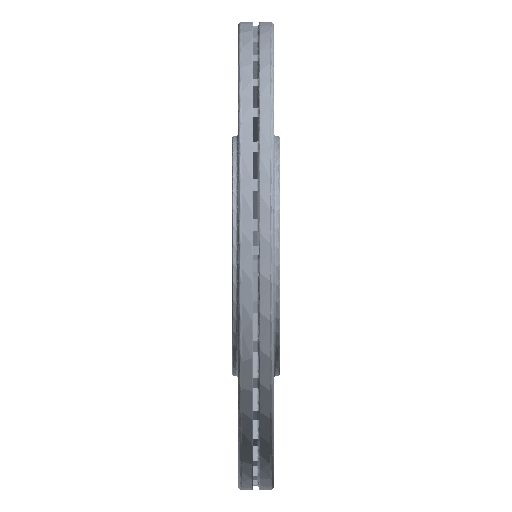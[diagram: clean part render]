
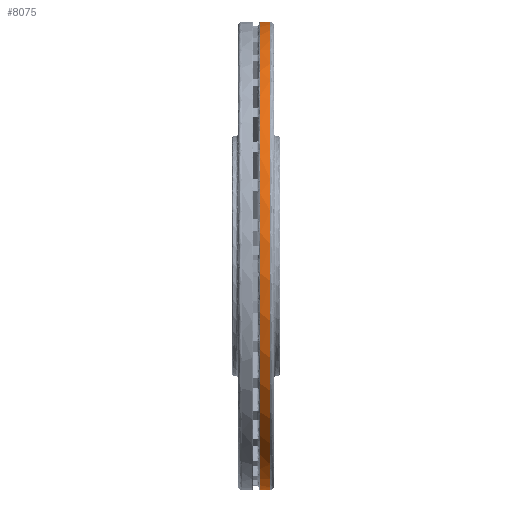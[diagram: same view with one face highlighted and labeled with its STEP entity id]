
A CAD part, left-side view. The second image highlights one B-rep face of the part: STEP entity #8075.
In plain terms, the highlighted free-form (B-spline) face has degree [3, 1] with [7, 2] control points.
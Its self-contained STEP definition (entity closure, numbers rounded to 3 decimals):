
#8075 = ADVANCED_FACE('',(#8076),#8112,.T.);
#8076 = FACE_BOUND('',#8077,.T.);
#8077 = EDGE_LOOP('',(#8078,#8090,#8097,#8107));
#8078 = ORIENTED_EDGE('',*,*,#8079,.T.);
#8079 = EDGE_CURVE('',#8080,#8080,#8082,.T.);
#8080 = VERTEX_POINT('',#8081);
#8081 = CARTESIAN_POINT('',(0.,-10.607,-217.719));
#8082 = ( BOUNDED_CURVE() B_SPLINE_CURVE(3,(#8083,#8084,#8085,#8086,
#8087,#8088,#8089),.UNSPECIFIED.,.T.,.F.) B_SPLINE_CURVE_WITH_KNOTS((4,3
,4),(0.,0.5,1.),.PIECEWISE_BEZIER_KNOTS.) CURVE() 
GEOMETRIC_REPRESENTATION_ITEM() RATIONAL_B_SPLINE_CURVE((1.,
    0.333,0.333,1.,0.333,0.333,1.)) 
REPRESENTATION_ITEM('') );
#8083 = CARTESIAN_POINT('',(0.,-10.607,-217.719));
#8084 = CARTESIAN_POINT('',(-435.438,-10.607,
    -217.719));
#8085 = CARTESIAN_POINT('',(-435.438,-10.607,
    217.719));
#8086 = CARTESIAN_POINT('',(0.,-10.607,
    217.719));
#8087 = CARTESIAN_POINT('',(435.438,-10.607,
    217.719));
#8088 = CARTESIAN_POINT('',(435.438,-10.607,
    -217.719));
#8089 = CARTESIAN_POINT('',(0.,-10.607,-217.719));
#8090 = ORIENTED_EDGE('',*,*,#8091,.T.);
#8091 = EDGE_CURVE('',#8080,#8092,#8094,.T.);
#8092 = VERTEX_POINT('',#8093);
#8093 = CARTESIAN_POINT('',(0.,-1.117,-217.719));
#8094 = B_SPLINE_CURVE_WITH_KNOTS('',1,(#8095,#8096),.UNSPECIFIED.,.F.,
  .F.,(2,2),(0.,8.5),.PIECEWISE_BEZIER_KNOTS.);
#8095 = CARTESIAN_POINT('',(0.,-10.607,-217.719));
#8096 = CARTESIAN_POINT('',(0.,-1.117,-217.719));
#8097 = ORIENTED_EDGE('',*,*,#8098,.T.);
#8098 = EDGE_CURVE('',#8092,#8092,#8099,.T.);
#8099 = ( BOUNDED_CURVE() B_SPLINE_CURVE(3,(#8100,#8101,#8102,#8103,
#8104,#8105,#8106),.UNSPECIFIED.,.T.,.F.) B_SPLINE_CURVE_WITH_KNOTS((4,3
,4),(0.,0.5,1.),.PIECEWISE_BEZIER_KNOTS.) CURVE() 
GEOMETRIC_REPRESENTATION_ITEM() RATIONAL_B_SPLINE_CURVE((1.,
    0.333,0.333,1.,0.333,0.333,1.)) 
REPRESENTATION_ITEM('') );
#8100 = CARTESIAN_POINT('',(0.,-1.117,-217.719));
#8101 = CARTESIAN_POINT('',(435.438,-1.117,
    -217.719));
#8102 = CARTESIAN_POINT('',(435.438,-1.117,
    217.719));
#8103 = CARTESIAN_POINT('',(0.,-1.117,
    217.719));
#8104 = CARTESIAN_POINT('',(-435.438,-1.117,
    217.719));
#8105 = CARTESIAN_POINT('',(-435.438,-1.117,
    -217.719));
#8106 = CARTESIAN_POINT('',(0.,-1.117,-217.719));
#8107 = ORIENTED_EDGE('',*,*,#8108,.T.);
#8108 = EDGE_CURVE('',#8092,#8080,#8109,.T.);
#8109 = B_SPLINE_CURVE_WITH_KNOTS('',1,(#8110,#8111),.UNSPECIFIED.,.F.,
  .F.,(2,2),(0.,8.5),.PIECEWISE_BEZIER_KNOTS.);
#8110 = CARTESIAN_POINT('',(0.,-1.117,-217.719));
#8111 = CARTESIAN_POINT('',(0.,-10.607,-217.719));
#8112 = ( BOUNDED_SURFACE() B_SPLINE_SURFACE(3,1,(
    (#8113,#8114)
    ,(#8115,#8116)
    ,(#8117,#8118)
    ,(#8119,#8120)
    ,(#8121,#8122)
    ,(#8123,#8124)
    ,(#8125,#8126
)),.UNSPECIFIED.,.T.,.F.,.F.) B_SPLINE_SURFACE_WITH_KNOTS((4,3,4),(2,2),
  (0.,0.5,1.),(0.,1.),.PIECEWISE_BEZIER_KNOTS.) 
GEOMETRIC_REPRESENTATION_ITEM() RATIONAL_B_SPLINE_SURFACE((
    (1.,1.)
    ,(0.333,0.333)
    ,(0.333,0.333)
    ,(1.,1.)
    ,(0.333,0.333)
    ,(0.333,0.333)
,(1.,1.))) REPRESENTATION_ITEM('') SURFACE() );
#8113 = CARTESIAN_POINT('',(0.,-0.167,-217.719));
#8114 = CARTESIAN_POINT('',(0.,-11.556,-217.719));
#8115 = CARTESIAN_POINT('',(435.438,-0.167,
    -217.719));
#8116 = CARTESIAN_POINT('',(435.438,-11.556,
    -217.719));
#8117 = CARTESIAN_POINT('',(435.438,-0.167,
    217.719));
#8118 = CARTESIAN_POINT('',(435.438,-11.556,
    217.719));
#8119 = CARTESIAN_POINT('',(0.,-0.167,
    217.719));
#8120 = CARTESIAN_POINT('',(0.,-11.556,
    217.719));
#8121 = CARTESIAN_POINT('',(-435.438,-0.167,
    217.719));
#8122 = CARTESIAN_POINT('',(-435.438,-11.556,
    217.719));
#8123 = CARTESIAN_POINT('',(-435.438,-0.167,
    -217.719));
#8124 = CARTESIAN_POINT('',(-435.438,-11.556,
    -217.719));
#8125 = CARTESIAN_POINT('',(0.,-0.167,-217.719));
#8126 = CARTESIAN_POINT('',(0.,-11.556,-217.719));
